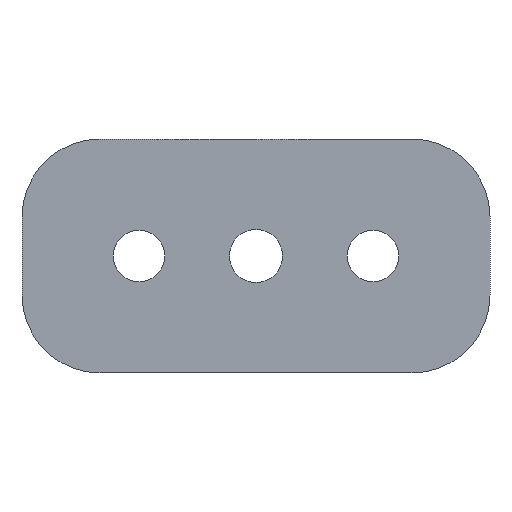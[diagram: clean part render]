
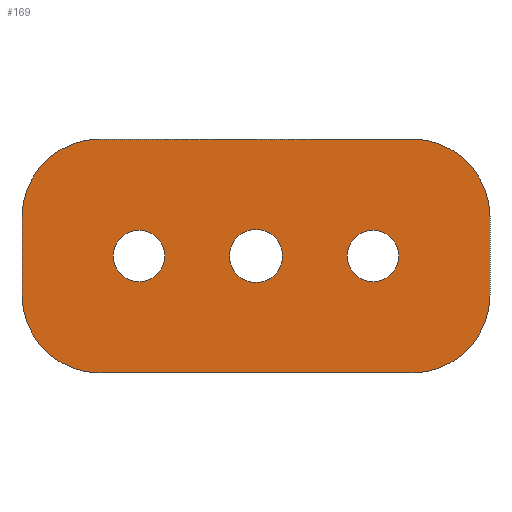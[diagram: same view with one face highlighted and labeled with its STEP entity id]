
A CAD part, front view. The second image highlights one B-rep face of the part: STEP entity #169.
In plain terms, the highlighted planar face has unit normal (0, -1, 0).
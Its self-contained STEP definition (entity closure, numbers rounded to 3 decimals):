
#1 = DIRECTION ( 'NONE',  ( 0., 0., 1. ) ) ;
#2 = DIRECTION ( 'NONE',  ( 0., 1., 0. ) ) ;
#4 = CARTESIAN_POINT ( 'NONE',  ( 15., 0., 0. ) ) ;
#6 = DIRECTION ( 'NONE',  ( 0., 0., 1. ) ) ;
#7 = DIRECTION ( 'NONE',  ( 0., 1., 0. ) ) ;
#8 = CARTESIAN_POINT ( 'NONE',  ( -20., 0., -5. ) ) ;
#26 = DIRECTION ( 'NONE',  ( 0., 0., 1. ) ) ;
#27 = DIRECTION ( 'NONE',  ( 0., 1., 0. ) ) ;
#28 = CARTESIAN_POINT ( 'NONE',  ( 15., 0., 0. ) ) ;
#29 = DIRECTION ( 'NONE',  ( 0., 0., 1. ) ) ;
#30 = DIRECTION ( 'NONE',  ( 0., 1., 0. ) ) ;
#31 = CARTESIAN_POINT ( 'NONE',  ( -15., 0., 0. ) ) ;
#38 = DIRECTION ( 'NONE',  ( 0., 0., 1. ) ) ;
#39 = DIRECTION ( 'NONE',  ( 0., 1., 0. ) ) ;
#40 = CARTESIAN_POINT ( 'NONE',  ( 0., 0., 0. ) ) ;
#51 = CARTESIAN_POINT ( 'NONE',  ( -20., 0., -15. ) ) ;
#52 = DIRECTION ( 'NONE',  ( -1., 0., 0. ) ) ;
#56 = CARTESIAN_POINT ( 'NONE',  ( -20., 0., -15. ) ) ;
#58 = CARTESIAN_POINT ( 'NONE',  ( 0., 0., 3.4 ) ) ;
#59 = CARTESIAN_POINT ( 'NONE',  ( 15., 0., -3.3 ) ) ;
#61 = CARTESIAN_POINT ( 'NONE',  ( -15., 0., 3.3 ) ) ;
#64 = CARTESIAN_POINT ( 'NONE',  ( -15., 0., -3.3 ) ) ;
#66 = CARTESIAN_POINT ( 'NONE',  ( 15., 0., 3.3 ) ) ;
#69 = CARTESIAN_POINT ( 'NONE',  ( -30., 0., -5. ) ) ;
#71 = CARTESIAN_POINT ( 'NONE',  ( 0., 0., -3.4 ) ) ;
#78 = CARTESIAN_POINT ( 'NONE',  ( -30., 0., 5. ) ) ;
#79 = CARTESIAN_POINT ( 'NONE',  ( 30., 0., 5. ) ) ;
#82 = CARTESIAN_POINT ( 'NONE',  ( 20., 0., 15. ) ) ;
#84 = CARTESIAN_POINT ( 'NONE',  ( -20., 0., 15. ) ) ;
#86 = CARTESIAN_POINT ( 'NONE',  ( 20., 0., -15. ) ) ;
#87 = CARTESIAN_POINT ( 'NONE',  ( 30., 0., -5. ) ) ;
#141 = DIRECTION ( 'NONE',  ( 0., 0., 1. ) ) ;
#142 = PLANE ( 'NONE',  #724 ) ;
#144 = CARTESIAN_POINT ( 'NONE',  ( -20., 0., -5. ) ) ;
#152 = DIRECTION ( 'NONE',  ( 0., 1., 0. ) ) ;
#169 = ADVANCED_FACE ( 'NONE', ( #552, #549, #557, #555 ), #142, .F. ) ;
#219 = DIRECTION ( 'NONE',  ( 0., 0., 1. ) ) ;
#220 = DIRECTION ( 'NONE',  ( 0., 1., 0. ) ) ;
#221 = CARTESIAN_POINT ( 'NONE',  ( 20., 0., -5. ) ) ;
#228 = DIRECTION ( 'NONE',  ( 0., 1., 0. ) ) ;
#234 = CARTESIAN_POINT ( 'NONE',  ( 30., 0., -5. ) ) ;
#236 = DIRECTION ( 'NONE',  ( 0., 0., 1. ) ) ;
#237 = DIRECTION ( 'NONE',  ( 0., 1., 0. ) ) ;
#238 = CARTESIAN_POINT ( 'NONE',  ( 20., 0., 5. ) ) ;
#242 = DIRECTION ( 'NONE',  ( 0., 0., -1. ) ) ;
#244 = DIRECTION ( 'NONE',  ( 1., 0., 0. ) ) ;
#257 = CARTESIAN_POINT ( 'NONE',  ( -20., 0., 15. ) ) ;
#267 = DIRECTION ( 'NONE',  ( 0., 0., 1. ) ) ;
#268 = DIRECTION ( 'NONE',  ( 0., 1., 0. ) ) ;
#269 = CARTESIAN_POINT ( 'NONE',  ( -15., 0., 0. ) ) ;
#270 = DIRECTION ( 'NONE',  ( 0., 0., 1. ) ) ;
#274 = CARTESIAN_POINT ( 'NONE',  ( -20., 0., 5. ) ) ;
#278 = DIRECTION ( 'NONE',  ( 0., 0., 1. ) ) ;
#290 = DIRECTION ( 'NONE',  ( 0., 1., 0. ) ) ;
#291 = DIRECTION ( 'NONE',  ( 0., 0., 1. ) ) ;
#292 = CARTESIAN_POINT ( 'NONE',  ( 0., 0., 0. ) ) ;
#297 = CARTESIAN_POINT ( 'NONE',  ( -30., 0., -5. ) ) ;
#308 = VERTEX_POINT ( 'NONE', #86 ) ;
#310 = VERTEX_POINT ( 'NONE', #84 ) ;
#312 = VERTEX_POINT ( 'NONE', #82 ) ;
#316 = VERTEX_POINT ( 'NONE', #87 ) ;
#321 = VERTEX_POINT ( 'NONE', #79 ) ;
#323 = VERTEX_POINT ( 'NONE', #78 ) ;
#324 = EDGE_LOOP ( 'NONE', ( #604, #603 ) ) ;
#330 = EDGE_LOOP ( 'NONE', ( #590, #589, #377, #381, #378, #371, #586, #373 ) ) ;
#371 = ORIENTED_EDGE ( 'NONE', *, *, #751, .F. ) ;
#373 = ORIENTED_EDGE ( 'NONE', *, *, #661, .F. ) ;
#377 = ORIENTED_EDGE ( 'NONE', *, *, #758, .F. ) ;
#378 = ORIENTED_EDGE ( 'NONE', *, *, #752, .F. ) ;
#381 = ORIENTED_EDGE ( 'NONE', *, *, #755, .F. ) ;
#391 = EDGE_LOOP ( 'NONE', ( #600, #591 ) ) ;
#398 = EDGE_LOOP ( 'NONE', ( #602, #601 ) ) ;
#443 = CIRCLE ( 'NONE', #691, 10. ) ;
#445 = VECTOR ( 'NONE', #242, 1000. ) ;
#447 = LINE ( 'NONE', #234, #445 ) ;
#451 = VECTOR ( 'NONE', #244, 1000. ) ;
#452 = CIRCLE ( 'NONE', #693, 10. ) ;
#466 = CIRCLE ( 'NONE', #682, 3.3 ) ;
#472 = LINE ( 'NONE', #257, #451 ) ;
#484 = VECTOR ( 'NONE', #270, 1000. ) ;
#487 = LINE ( 'NONE', #297, #484 ) ;
#490 = CIRCLE ( 'NONE', #678, 3.4 ) ;
#494 = CIRCLE ( 'NONE', #676, 10. ) ;
#498 = CIRCLE ( 'NONE', #674, 3.3 ) ;
#501 = CIRCLE ( 'NONE', #728, 10. ) ;
#509 = CIRCLE ( 'NONE', #694, 3.3 ) ;
#510 = CIRCLE ( 'NONE', #695, 3.3 ) ;
#513 = LINE ( 'NONE', #51, #514 ) ;
#514 = VECTOR ( 'NONE', #52, 1000. ) ;
#525 = CIRCLE ( 'NONE', #673, 3.4 ) ;
#549 = FACE_BOUND ( 'NONE', #398, .T. ) ;
#552 = FACE_BOUND ( 'NONE', #324, .T. ) ;
#555 = FACE_OUTER_BOUND ( 'NONE', #330, .T. ) ;
#557 = FACE_BOUND ( 'NONE', #391, .T. ) ;
#564 = VERTEX_POINT ( 'NONE', #71 ) ;
#567 = VERTEX_POINT ( 'NONE', #69 ) ;
#572 = VERTEX_POINT ( 'NONE', #66 ) ;
#574 = VERTEX_POINT ( 'NONE', #64 ) ;
#577 = VERTEX_POINT ( 'NONE', #61 ) ;
#579 = VERTEX_POINT ( 'NONE', #59 ) ;
#580 = VERTEX_POINT ( 'NONE', #58 ) ;
#582 = VERTEX_POINT ( 'NONE', #56 ) ;
#586 = ORIENTED_EDGE ( 'NONE', *, *, #658, .F. ) ;
#589 = ORIENTED_EDGE ( 'NONE', *, *, #636, .F. ) ;
#590 = ORIENTED_EDGE ( 'NONE', *, *, #652, .F. ) ;
#591 = ORIENTED_EDGE ( 'NONE', *, *, #654, .T. ) ;
#600 = ORIENTED_EDGE ( 'NONE', *, *, #644, .T. ) ;
#601 = ORIENTED_EDGE ( 'NONE', *, *, #742, .T. ) ;
#602 = ORIENTED_EDGE ( 'NONE', *, *, #643, .T. ) ;
#603 = ORIENTED_EDGE ( 'NONE', *, *, #733, .T. ) ;
#604 = ORIENTED_EDGE ( 'NONE', *, *, #640, .T. ) ;
#636 = EDGE_CURVE ( 'NONE', #308, #582, #513, .T. ) ;
#640 = EDGE_CURVE ( 'NONE', #580, #564, #525, .T. ) ;
#643 = EDGE_CURVE ( 'NONE', #577, #574, #510, .T. ) ;
#644 = EDGE_CURVE ( 'NONE', #572, #579, #509, .T. ) ;
#652 = EDGE_CURVE ( 'NONE', #582, #567, #501, .T. ) ;
#654 = EDGE_CURVE ( 'NONE', #579, #572, #498, .T. ) ;
#658 = EDGE_CURVE ( 'NONE', #323, #310, #494, .T. ) ;
#661 = EDGE_CURVE ( 'NONE', #567, #323, #487, .T. ) ;
#673 = AXIS2_PLACEMENT_3D ( 'NONE', #40, #39, #38 ) ;
#674 = AXIS2_PLACEMENT_3D ( 'NONE', #4, #2, #1 ) ;
#676 = AXIS2_PLACEMENT_3D ( 'NONE', #274, #228, #278 ) ;
#678 = AXIS2_PLACEMENT_3D ( 'NONE', #292, #290, #291 ) ;
#682 = AXIS2_PLACEMENT_3D ( 'NONE', #269, #268, #267 ) ;
#691 = AXIS2_PLACEMENT_3D ( 'NONE', #221, #220, #219 ) ;
#693 = AXIS2_PLACEMENT_3D ( 'NONE', #238, #237, #236 ) ;
#694 = AXIS2_PLACEMENT_3D ( 'NONE', #28, #27, #26 ) ;
#695 = AXIS2_PLACEMENT_3D ( 'NONE', #31, #30, #29 ) ;
#724 = AXIS2_PLACEMENT_3D ( 'NONE', #144, #152, #141 ) ;
#728 = AXIS2_PLACEMENT_3D ( 'NONE', #8, #7, #6 ) ;
#733 = EDGE_CURVE ( 'NONE', #564, #580, #490, .T. ) ;
#742 = EDGE_CURVE ( 'NONE', #574, #577, #466, .T. ) ;
#751 = EDGE_CURVE ( 'NONE', #310, #312, #472, .T. ) ;
#752 = EDGE_CURVE ( 'NONE', #312, #321, #452, .T. ) ;
#755 = EDGE_CURVE ( 'NONE', #321, #316, #447, .T. ) ;
#758 = EDGE_CURVE ( 'NONE', #316, #308, #443, .T. ) ;
